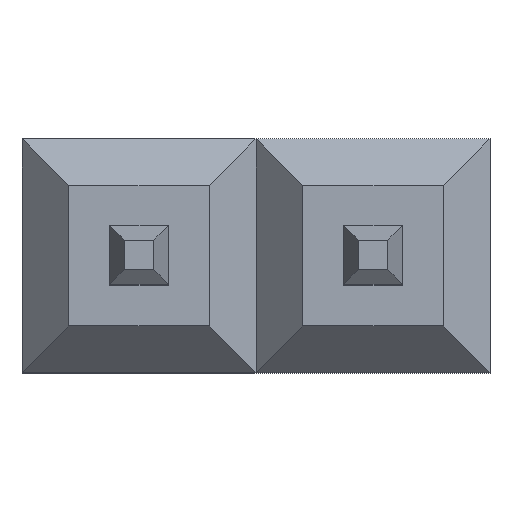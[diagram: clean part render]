
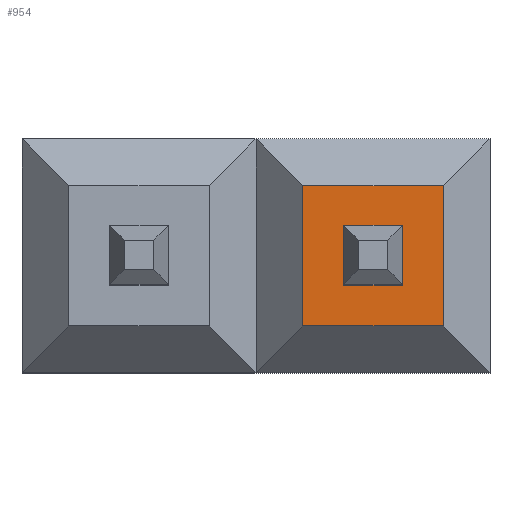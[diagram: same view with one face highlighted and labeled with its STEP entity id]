
A CAD part, top view. The second image highlights one B-rep face of the part: STEP entity #954.
In plain terms, the highlighted planar face has unit normal (0, 0, 1).
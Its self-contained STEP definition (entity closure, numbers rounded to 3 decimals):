
#15=FACE_BOUND('',#81,.T.);
#19=FACE_OUTER_BOUND('',#80,.T.);
#80=EDGE_LOOP('',(#616,#617,#618,#619));
#81=EDGE_LOOP('',(#620,#621,#622,#623));
#150=LINE('',#1348,#280);
#151=LINE('',#1350,#281);
#152=LINE('',#1352,#282);
#153=LINE('',#1353,#283);
#154=LINE('',#1356,#284);
#155=LINE('',#1358,#285);
#156=LINE('',#1360,#286);
#157=LINE('',#1361,#287);
#280=VECTOR('',#1089,1.);
#281=VECTOR('',#1090,1.);
#282=VECTOR('',#1091,1.);
#283=VECTOR('',#1092,1.);
#284=VECTOR('',#1093,1.);
#285=VECTOR('',#1094,1.);
#286=VECTOR('',#1095,1.);
#287=VECTOR('',#1096,1.);
#410=VERTEX_POINT('',#1346);
#411=VERTEX_POINT('',#1347);
#412=VERTEX_POINT('',#1349);
#413=VERTEX_POINT('',#1351);
#414=VERTEX_POINT('',#1354);
#415=VERTEX_POINT('',#1355);
#416=VERTEX_POINT('',#1357);
#417=VERTEX_POINT('',#1359);
#486=EDGE_CURVE('',#410,#411,#150,.T.);
#487=EDGE_CURVE('',#412,#410,#151,.T.);
#488=EDGE_CURVE('',#413,#412,#152,.T.);
#489=EDGE_CURVE('',#411,#413,#153,.T.);
#490=EDGE_CURVE('',#414,#415,#154,.T.);
#491=EDGE_CURVE('',#416,#414,#155,.T.);
#492=EDGE_CURVE('',#417,#416,#156,.T.);
#493=EDGE_CURVE('',#415,#417,#157,.T.);
#616=ORIENTED_EDGE('',*,*,#486,.F.);
#617=ORIENTED_EDGE('',*,*,#487,.F.);
#618=ORIENTED_EDGE('',*,*,#488,.F.);
#619=ORIENTED_EDGE('',*,*,#489,.F.);
#620=ORIENTED_EDGE('',*,*,#490,.F.);
#621=ORIENTED_EDGE('',*,*,#491,.F.);
#622=ORIENTED_EDGE('',*,*,#492,.F.);
#623=ORIENTED_EDGE('',*,*,#493,.F.);
#869=PLANE('',#1016);
#954=ADVANCED_FACE('',(#19,#15),#869,.T.);
#1016=AXIS2_PLACEMENT_3D('',#1345,#1087,#1088);
#1087=DIRECTION('center_axis',(0.,0.,1.));
#1088=DIRECTION('ref_axis',(1.,0.,0.));
#1089=DIRECTION('',(0.,-1.,0.));
#1090=DIRECTION('',(1.,0.,0.));
#1091=DIRECTION('',(0.,1.,0.));
#1092=DIRECTION('',(-1.,0.,0.));
#1093=DIRECTION('',(-1.,0.,0.));
#1094=DIRECTION('',(0.,1.,0.));
#1095=DIRECTION('',(1.,0.,0.));
#1096=DIRECTION('',(0.,-1.,0.));
#1345=CARTESIAN_POINT('Origin',(2.54,0.,2.54));
#1346=CARTESIAN_POINT('',(3.302,0.762,2.54));
#1347=CARTESIAN_POINT('',(3.302,-0.762,2.54));
#1348=CARTESIAN_POINT('',(3.302,0.,2.54));
#1349=CARTESIAN_POINT('',(1.778,0.762,2.54));
#1350=CARTESIAN_POINT('',(2.54,0.762,2.54));
#1351=CARTESIAN_POINT('',(1.778,-0.762,2.54));
#1352=CARTESIAN_POINT('',(1.778,0.,2.54));
#1353=CARTESIAN_POINT('',(2.54,-0.762,2.54));
#1354=CARTESIAN_POINT('',(2.86,0.32,2.54));
#1355=CARTESIAN_POINT('',(2.22,0.32,2.54));
#1356=CARTESIAN_POINT('',(2.54,0.32,2.54));
#1357=CARTESIAN_POINT('',(2.86,-0.32,2.54));
#1358=CARTESIAN_POINT('',(2.86,0.,2.54));
#1359=CARTESIAN_POINT('',(2.22,-0.32,2.54));
#1360=CARTESIAN_POINT('',(2.54,-0.32,2.54));
#1361=CARTESIAN_POINT('',(2.22,0.,2.54));
